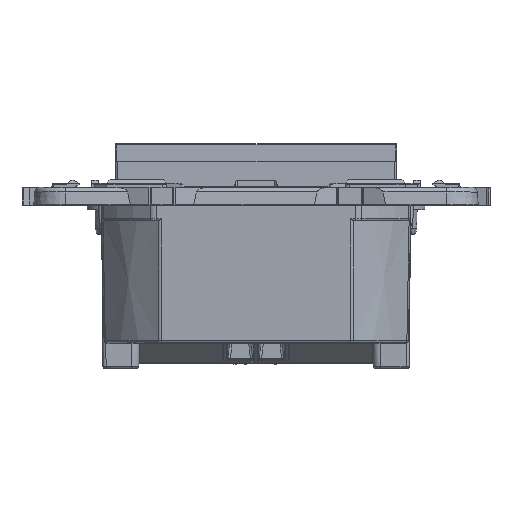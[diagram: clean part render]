
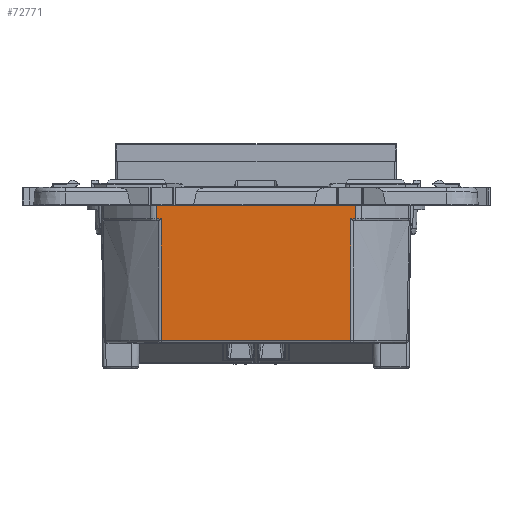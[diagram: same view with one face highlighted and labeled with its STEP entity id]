
A CAD part, top view. The second image highlights one B-rep face of the part: STEP entity #72771.
In plain terms, the highlighted planar face has unit normal (0, -0.018, 1).
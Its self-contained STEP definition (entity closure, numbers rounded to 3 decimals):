
#147 = CARTESIAN_POINT ( 'NONE',  ( 115.826, 0., 24.594 ) ) ;
#760 = AXIS2_PLACEMENT_3D ( 'NONE', #52728, #52270, #80972 ) ;
#2714 = CARTESIAN_POINT ( 'NONE',  ( 115.104, -21.607, 24.217 ) ) ;
#3150 = CARTESIAN_POINT ( 'NONE',  ( 115.826, 0., 24.594 ) ) ;
#3617 = CARTESIAN_POINT ( 'NONE',  ( 94.724, 0., 24.594 ) ) ;
#6479 = VERTEX_POINT ( 'NONE', #31910 ) ;
#7675 = CARTESIAN_POINT ( 'NONE',  ( 115.863, -1.47, 24.569 ) ) ;
#8537 = B_SPLINE_CURVE_WITH_KNOTS ( 'NONE', 3,
 ( #67621, #89246, #52090, #2714 ),
 .UNSPECIFIED., .F., .F.,
 ( 4, 4 ),
 ( 0., 1. ),
 .UNSPECIFIED. ) ;
#8858 = CARTESIAN_POINT ( 'NONE',  ( 115.111, -8.672, 24.443 ) ) ;
#9262 = CARTESIAN_POINT ( 'NONE',  ( 105.275, 0., 24.594 ) ) ;
#12647 = ORIENTED_EDGE ( 'NONE', *, *, #13740, .T. ) ;
#13740 = EDGE_CURVE ( 'NONE', #14130, #62203, #51474, .T. ) ;
#14130 = VERTEX_POINT ( 'NONE', #63682 ) ;
#14407 = CARTESIAN_POINT ( 'NONE',  ( 115.881, -2.205, 24.556 ) ) ;
#20613 = B_SPLINE_CURVE_WITH_KNOTS ( 'NONE', 3,
 ( #31597, #81948, #65969, #38189 ),
 .UNSPECIFIED., .F., .F.,
 ( 4, 4 ),
 ( 0., 1. ),
 .UNSPECIFIED. ) ;
#21340 = B_SPLINE_CURVE_WITH_KNOTS ( 'NONE', 3,
 ( #58439, #22691, #51365, #72102 ),
 .UNSPECIFIED., .F., .F.,
 ( 4, 4 ),
 ( 0., 1. ),
 .UNSPECIFIED. ) ;
#21370 = ORIENTED_EDGE ( 'NONE', *, *, #73869, .F. ) ;
#22691 = CARTESIAN_POINT ( 'NONE',  ( 115.626, -2.205, 24.556 ) ) ;
#24712 = B_SPLINE_CURVE_WITH_KNOTS ( 'NONE', 3,
 ( #81033, #7675, #28838, #147 ),
 .UNSPECIFIED., .F., .F.,
 ( 4, 4 ),
 ( 0., 1. ),
 .UNSPECIFIED. ) ;
#26211 = CARTESIAN_POINT ( 'NONE',  ( 84.155, -0.735, 24.582 ) ) ;
#28838 = CARTESIAN_POINT ( 'NONE',  ( 115.844, -0.735, 24.582 ) ) ;
#29822 = CARTESIAN_POINT ( 'NONE',  ( 115.115, -2.205, 24.556 ) ) ;
#30626 = PLANE ( 'NONE',  #760 ) ;
#31253 = EDGE_CURVE ( 'NONE', #79580, #53340, #39828, .T. ) ;
#31597 = CARTESIAN_POINT ( 'NONE',  ( 84.914, -2.205, 24.556 ) ) ;
#31910 = CARTESIAN_POINT ( 'NONE',  ( 84.914, -2.205, 24.556 ) ) ;
#32340 = CARTESIAN_POINT ( 'NONE',  ( 84.174, 0., 24.594 ) ) ;
#32585 = B_SPLINE_CURVE_WITH_KNOTS ( 'NONE', 3,
 ( #67603, #3617, #9262, #3150 ),
 .UNSPECIFIED., .F., .F.,
 ( 4, 4 ),
 ( 0., 1. ),
 .UNSPECIFIED. ) ;
#34792 = ORIENTED_EDGE ( 'NONE', *, *, #40500, .T. ) ;
#36029 = CARTESIAN_POINT ( 'NONE',  ( 84.383, -2.205, 24.556 ) ) ;
#38189 = CARTESIAN_POINT ( 'NONE',  ( 84.924, -21.607, 24.217 ) ) ;
#38872 = VERTEX_POINT ( 'NONE', #85166 ) ;
#39398 = CARTESIAN_POINT ( 'NONE',  ( 84.137, -1.47, 24.569 ) ) ;
#39828 = B_SPLINE_CURVE_WITH_KNOTS ( 'NONE', 3,
 ( #73756, #43663, #8858, #81278 ),
 .UNSPECIFIED., .F., .F.,
 ( 4, 4 ),
 ( 0., 1. ),
 .UNSPECIFIED. ) ;
#40500 = EDGE_CURVE ( 'NONE', #38872, #79580, #8537, .T. ) ;
#42537 = EDGE_CURVE ( 'NONE', #6479, #38872, #20613, .T. ) ;
#42594 = CARTESIAN_POINT ( 'NONE',  ( 84.914, -2.205, 24.556 ) ) ;
#43663 = CARTESIAN_POINT ( 'NONE',  ( 115.108, -15.14, 24.33 ) ) ;
#48357 = ORIENTED_EDGE ( 'NONE', *, *, #42537, .T. ) ;
#50284 = CARTESIAN_POINT ( 'NONE',  ( 115.826, 0., 24.594 ) ) ;
#51365 = CARTESIAN_POINT ( 'NONE',  ( 115.37, -2.205, 24.556 ) ) ;
#51474 = B_SPLINE_CURVE_WITH_KNOTS ( 'NONE', 3,
 ( #32340, #26211, #39398, #68092 ),
 .UNSPECIFIED., .F., .F.,
 ( 4, 4 ),
 ( 0., 1. ),
 .UNSPECIFIED. ) ;
#51792 = FACE_OUTER_BOUND ( 'NONE', #54040, .T. ) ;
#52090 = CARTESIAN_POINT ( 'NONE',  ( 105.044, -21.607, 24.217 ) ) ;
#52270 = DIRECTION ( 'NONE',  ( 0., -0.017, 1. ) ) ;
#52728 = CARTESIAN_POINT ( 'NONE',  ( 84.714, -1.497, 24.568 ) ) ;
#53340 = VERTEX_POINT ( 'NONE', #29822 ) ;
#53566 = VERTEX_POINT ( 'NONE', #50284 ) ;
#54040 = EDGE_LOOP ( 'NONE', ( #61990, #21370, #92522, #82998, #12647, #56902, #48357, #34792 ) ) ;
#55504 = VERTEX_POINT ( 'NONE', #14407 ) ;
#56902 = ORIENTED_EDGE ( 'NONE', *, *, #80544, .F. ) ;
#58314 = CARTESIAN_POINT ( 'NONE',  ( 115.104, -21.607, 24.217 ) ) ;
#58439 = CARTESIAN_POINT ( 'NONE',  ( 115.881, -2.205, 24.556 ) ) ;
#61990 = ORIENTED_EDGE ( 'NONE', *, *, #31253, .T. ) ;
#62203 = VERTEX_POINT ( 'NONE', #64369 ) ;
#63682 = CARTESIAN_POINT ( 'NONE',  ( 84.174, 0., 24.594 ) ) ;
#64369 = CARTESIAN_POINT ( 'NONE',  ( 84.118, -2.205, 24.556 ) ) ;
#64700 = CARTESIAN_POINT ( 'NONE',  ( 84.118, -2.205, 24.556 ) ) ;
#65969 = CARTESIAN_POINT ( 'NONE',  ( 84.921, -15.14, 24.33 ) ) ;
#67603 = CARTESIAN_POINT ( 'NONE',  ( 84.174, 0., 24.594 ) ) ;
#67621 = CARTESIAN_POINT ( 'NONE',  ( 84.924, -21.607, 24.217 ) ) ;
#68092 = CARTESIAN_POINT ( 'NONE',  ( 84.118, -2.205, 24.556 ) ) ;
#71771 = CARTESIAN_POINT ( 'NONE',  ( 84.649, -2.205, 24.556 ) ) ;
#72102 = CARTESIAN_POINT ( 'NONE',  ( 115.115, -2.205, 24.556 ) ) ;
#72771 = ADVANCED_FACE ( 'NONE', ( #51792 ), #30626, .T. ) ;
#73756 = CARTESIAN_POINT ( 'NONE',  ( 115.104, -21.607, 24.217 ) ) ;
#73869 = EDGE_CURVE ( 'NONE', #55504, #53340, #21340, .T. ) ;
#76039 = B_SPLINE_CURVE_WITH_KNOTS ( 'NONE', 3,
 ( #42594, #71771, #36029, #64700 ),
 .UNSPECIFIED., .F., .F.,
 ( 4, 4 ),
 ( 0., 1. ),
 .UNSPECIFIED. ) ;
#78496 = EDGE_CURVE ( 'NONE', #55504, #53566, #24712, .T. ) ;
#79580 = VERTEX_POINT ( 'NONE', #58314 ) ;
#80544 = EDGE_CURVE ( 'NONE', #6479, #62203, #76039, .T. ) ;
#80972 = DIRECTION ( 'NONE',  ( -1., 0., 0. ) ) ;
#81033 = CARTESIAN_POINT ( 'NONE',  ( 115.881, -2.205, 24.556 ) ) ;
#81278 = CARTESIAN_POINT ( 'NONE',  ( 115.115, -2.205, 24.556 ) ) ;
#81948 = CARTESIAN_POINT ( 'NONE',  ( 84.917, -8.672, 24.443 ) ) ;
#82998 = ORIENTED_EDGE ( 'NONE', *, *, #85304, .F. ) ;
#85166 = CARTESIAN_POINT ( 'NONE',  ( 84.924, -21.607, 24.217 ) ) ;
#85304 = EDGE_CURVE ( 'NONE', #14130, #53566, #32585, .T. ) ;
#89246 = CARTESIAN_POINT ( 'NONE',  ( 94.984, -21.607, 24.217 ) ) ;
#92522 = ORIENTED_EDGE ( 'NONE', *, *, #78496, .T. ) ;
